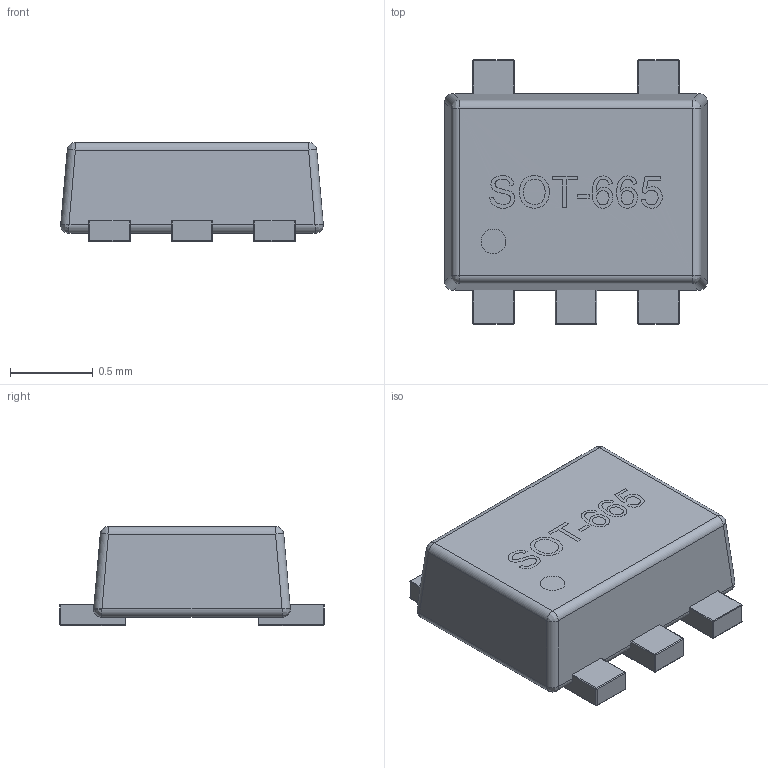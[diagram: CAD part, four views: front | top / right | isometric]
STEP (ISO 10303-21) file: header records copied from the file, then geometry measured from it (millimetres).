
FILE_DESCRIPTION (( 'STEP AP214' ), '1' );
FILE_NAME ('User Library-SOT50P160X60-5.STEP', '2017-02-16T13:21:00', ( 'Windows User' ), ( '' ), 'SwSTEP 2.0', 'SolidWorks 2017', '' );
FILE_SCHEMA (( 'AUTOMOTIVE_DESIGN' ));
Length unit declared in the file: centimetre
Products named in the file (1): User Library-SOT50P160X60-5
Bounding box: 1.59 x 1.6 x 0.6 mm (x, y, z)
Volume: 1 mm3; surface area: 7.3 mm2
Topology: 1 solids, 1 shells, 139 faces, 459 edges, 307 vertices
Faces by surface type: cylinder 62, plane 47, bspline 30
Entity records: 6933 total; most frequent: CARTESIAN_POINT 1835, ORIENTED_EDGE 866, DIRECTION 588, EDGE_CURVE 433, VERTEX_POINT 307, AXIS2_PLACEMENT_3D 212, LINE 164, VECTOR 164
